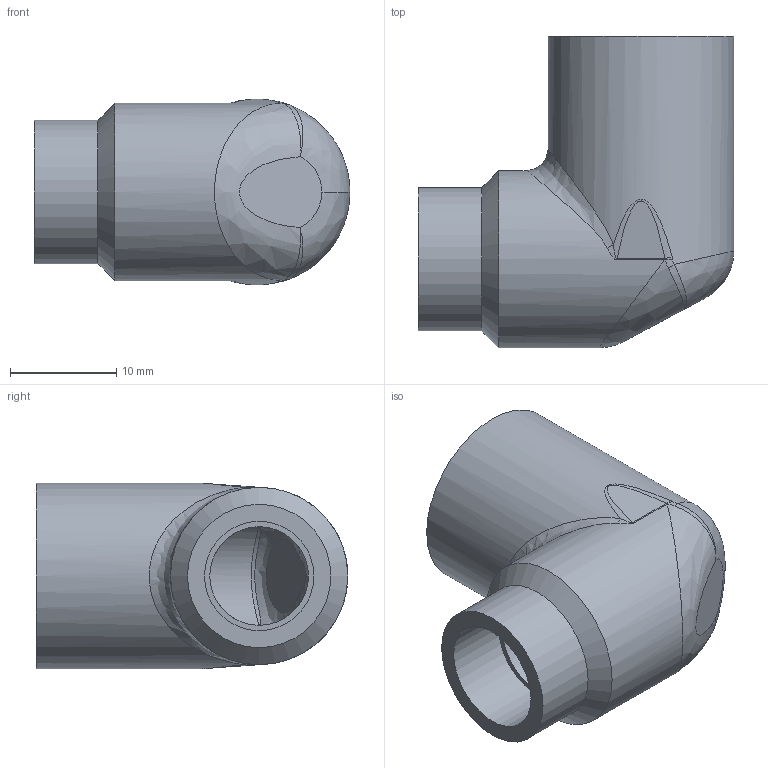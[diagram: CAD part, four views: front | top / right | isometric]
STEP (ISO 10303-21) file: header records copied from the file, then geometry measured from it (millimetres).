
FILE_DESCRIPTION(/* description */ ('Unknown'),/* implementation_level */ '2;1');
FILE_NAME(/* name */ 'R-222-S-DN8',/* time_stamp */ '2023-04-26T16:56:21+08:00',/* author */ ('Unknown'),/* organization */ ('Unknown'),/* preprocessor_version */ 'ST-DEVELOPER v16.7',/* originating_system */ 'DEX',/* authorisation */ $);
FILE_SCHEMA (('AUTOMOTIVE_DESIGN {1 0 10303 214 3 1 1}'));
Length unit declared in the file: millimetre
Products named in the file (2): R-222-S-DN8; R-222-S DN8
Assembly tree (1 placements, depth 2):
  R-222-S-DN8
    R-222-S DN8
Bounding box: 29.75 x 29.35 x 17.5 mm (x, y, z)
Volume: 4837.5 mm3; surface area: 4020.9 mm2
Topology: 1 solids, 1 shells, 63 faces, 169 edges, 105 vertices
Faces by surface type: bspline 36, cylinder 12, plane 8, torus 4, cone 3
Full cylindrical faces by diameter (mm): 9.3 x1, 10.3 x1, 11.6 x4, 13.5 x1, 16.7 x1, 17.5 x1
Entity records: 6901 total; most frequent: CARTESIAN_POINT 5679, ORIENTED_EDGE 302, DIRECTION 157, EDGE_CURVE 151, VERTEX_POINT 104, AXIS2_PLACEMENT_3D 75, B_SPLINE_CURVE_WITH_KNOTS 70, EDGE_LOOP 69
